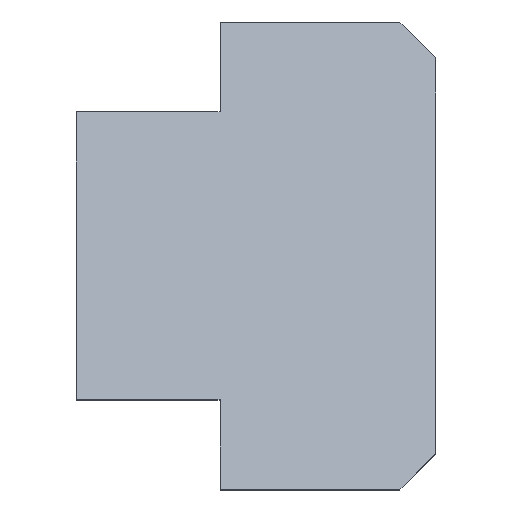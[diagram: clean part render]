
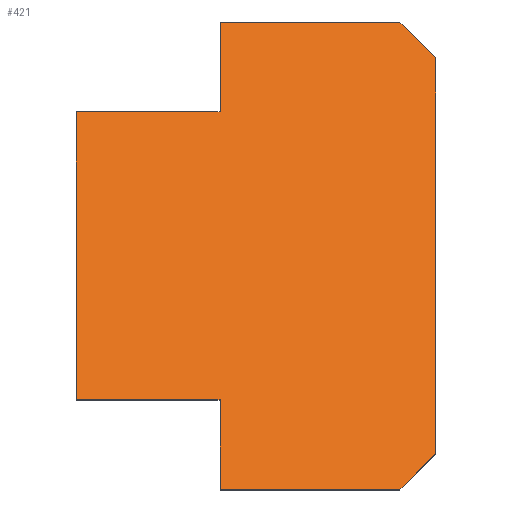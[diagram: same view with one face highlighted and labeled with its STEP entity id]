
A CAD part, top view. The second image highlights one B-rep face of the part: STEP entity #421.
In plain terms, the highlighted planar face has unit normal (0, 0.5, 0.866).
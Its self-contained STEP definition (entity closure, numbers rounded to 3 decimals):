
#61=CARTESIAN_POINT('',(-4.,4.,2.309));
#62=VERTEX_POINT('',#61);
#63=CARTESIAN_POINT('',(-4.,-4.,6.928));
#64=VERTEX_POINT('',#63);
#65=CARTESIAN_POINT('',(-4.,4.,2.309));
#66=DIRECTION('',(0.,-0.866,0.5));
#67=VECTOR('',#66,9.238);
#68=LINE('',#65,#67);
#69=EDGE_CURVE('',#62,#64,#68,.T.);
#101=CARTESIAN_POINT('',(-0.,-4.,6.928));
#102=VERTEX_POINT('',#101);
#103=CARTESIAN_POINT('',(-4.,-4.,6.928));
#104=DIRECTION('',(1.,0.,-0.));
#105=VECTOR('',#104,4.);
#106=LINE('',#103,#105);
#107=EDGE_CURVE('',#64,#102,#106,.T.);
#132=CARTESIAN_POINT('',(-0.,-6.5,8.372));
#133=VERTEX_POINT('',#132);
#134=CARTESIAN_POINT('',(-0.,-4.,6.928));
#135=DIRECTION('',(0.,-0.866,0.5));
#136=VECTOR('',#135,2.887);
#137=LINE('',#134,#136);
#138=EDGE_CURVE('',#102,#133,#137,.T.);
#163=CARTESIAN_POINT('',(5.,-6.5,8.372));
#164=VERTEX_POINT('',#163);
#165=CARTESIAN_POINT('',(-0.,-6.5,8.372));
#166=DIRECTION('',(1.,0.,-0.));
#167=VECTOR('',#166,5.);
#168=LINE('',#165,#167);
#169=EDGE_CURVE('',#133,#164,#168,.T.);
#194=CARTESIAN_POINT('',(6.,-5.5,7.794));
#195=VERTEX_POINT('',#194);
#196=CARTESIAN_POINT('',(5.,-6.5,8.372));
#197=DIRECTION('',(0.655,0.655,-0.378));
#198=VECTOR('',#197,1.528);
#199=LINE('',#196,#198);
#200=EDGE_CURVE('',#164,#195,#199,.T.);
#245=CARTESIAN_POINT('',(6.,5.5,1.443));
#246=VERTEX_POINT('',#245);
#247=CARTESIAN_POINT('',(6.,-5.5,7.794));
#248=DIRECTION('',(0.,0.866,-0.5));
#249=VECTOR('',#248,12.702);
#250=LINE('',#247,#249);
#251=EDGE_CURVE('',#195,#246,#250,.T.);
#276=CARTESIAN_POINT('',(5.,6.5,0.866));
#277=VERTEX_POINT('',#276);
#278=CARTESIAN_POINT('',(6.,5.5,1.443));
#279=DIRECTION('',(-0.655,0.655,-0.378));
#280=VECTOR('',#279,1.528);
#281=LINE('',#278,#280);
#282=EDGE_CURVE('',#246,#277,#281,.T.);
#307=CARTESIAN_POINT('',(-0.,6.5,0.866));
#308=VERTEX_POINT('',#307);
#309=CARTESIAN_POINT('',(5.,6.5,0.866));
#310=DIRECTION('',(-1.,0.,-0.));
#311=VECTOR('',#310,5.);
#312=LINE('',#309,#311);
#313=EDGE_CURVE('',#277,#308,#312,.T.);
#338=CARTESIAN_POINT('',(0.,4.,2.309));
#339=VERTEX_POINT('',#338);
#340=CARTESIAN_POINT('',(-0.,6.5,0.866));
#341=DIRECTION('',(0.,-0.866,0.5));
#342=VECTOR('',#341,2.887);
#343=LINE('',#340,#342);
#344=EDGE_CURVE('',#308,#339,#343,.T.);
#369=CARTESIAN_POINT('',(0.,4.,2.309));
#370=DIRECTION('',(-1.,0.,0.));
#371=VECTOR('',#370,4.);
#372=LINE('',#369,#371);
#373=EDGE_CURVE('',#339,#62,#372,.T.);
#404=CARTESIAN_POINT('',(10.,-7.5,8.949));
#405=DIRECTION('',(0.,0.5,0.866));
#406=DIRECTION('',(0.,-0.866,0.5));
#407=AXIS2_PLACEMENT_3D('',#404,#405,#406);
#408=PLANE('',#407);
#409=ORIENTED_EDGE('',*,*,#69,.T.);
#410=ORIENTED_EDGE('',*,*,#107,.T.);
#411=ORIENTED_EDGE('',*,*,#138,.T.);
#412=ORIENTED_EDGE('',*,*,#169,.T.);
#413=ORIENTED_EDGE('',*,*,#200,.T.);
#414=ORIENTED_EDGE('',*,*,#251,.T.);
#415=ORIENTED_EDGE('',*,*,#282,.T.);
#416=ORIENTED_EDGE('',*,*,#313,.T.);
#417=ORIENTED_EDGE('',*,*,#344,.T.);
#418=ORIENTED_EDGE('',*,*,#373,.T.);
#419=EDGE_LOOP('',(#409,#410,#411,#412,#413,#414,#415,#416,#417,#418));
#420=FACE_BOUND('',#419,.T.);
#421=ADVANCED_FACE('',(#420),#408,.T.);
